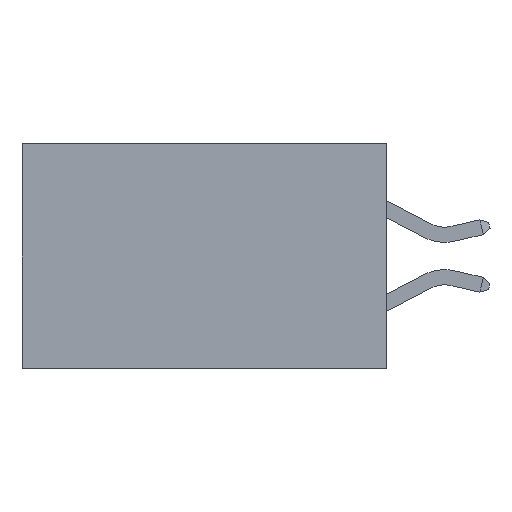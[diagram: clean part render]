
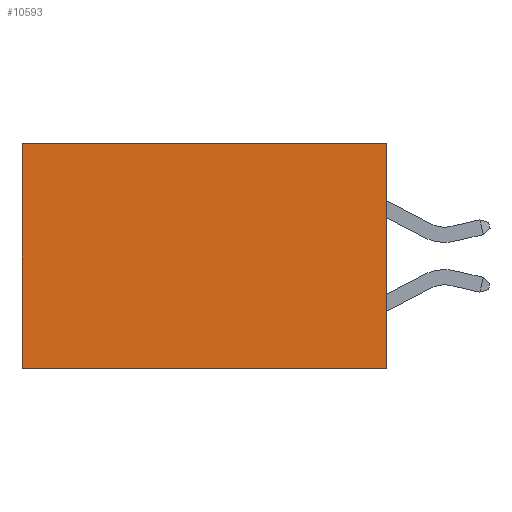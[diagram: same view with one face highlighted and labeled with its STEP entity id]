
A CAD part, left-side view. The second image highlights one B-rep face of the part: STEP entity #10593.
In plain terms, the highlighted planar face has unit normal (-1, 0, 0).
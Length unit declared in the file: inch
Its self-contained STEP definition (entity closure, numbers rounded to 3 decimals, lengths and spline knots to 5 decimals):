
#62 = VERTEX_POINT ( 'NONE', #7398 ) ;
#88 = DIRECTION ( 'NONE',  ( 0., 0., -1. ) ) ;
#1494 = DIRECTION ( 'NONE',  ( 0., 0., -1. ) ) ;
#1777 = LINE ( 'NONE', #14085, #3965 ) ;
#2504 = CARTESIAN_POINT ( 'NONE',  ( 0.2615, 0.6, -0.37 ) ) ;
#2714 = LINE ( 'NONE', #5957, #9768 ) ;
#3124 = EDGE_CURVE ( 'NONE', #6392, #11224, #12146, .T. ) ;
#3602 = CARTESIAN_POINT ( 'NONE',  ( 0.2615, 0., -0.37 ) ) ;
#3965 = VECTOR ( 'NONE', #1494, 39.37008 ) ;
#4137 = ORIENTED_EDGE ( 'NONE', *, *, #3124, .T. ) ;
#4579 = EDGE_CURVE ( 'NONE', #62, #6392, #2714, .T. ) ;
#5702 = CARTESIAN_POINT ( 'NONE',  ( 0.2615, 0., -0.37 ) ) ;
#5957 = CARTESIAN_POINT ( 'NONE',  ( 0.2615, 0., 0. ) ) ;
#6392 = VERTEX_POINT ( 'NONE', #10755 ) ;
#6572 = VECTOR ( 'NONE', #8126, 39.37008 ) ;
#6958 = CARTESIAN_POINT ( 'NONE',  ( 0.2615, 0., -0.37 ) ) ;
#7398 = CARTESIAN_POINT ( 'NONE',  ( 0.2615, 0., 0. ) ) ;
#7621 = AXIS2_PLACEMENT_3D ( 'NONE', #6958, #11187, #88 ) ;
#7936 = FACE_OUTER_BOUND ( 'NONE', #12960, .T. ) ;
#8126 = DIRECTION ( 'NONE',  ( 0., 1., 0. ) ) ;
#8386 = ORIENTED_EDGE ( 'NONE', *, *, #14301, .F. ) ;
#9197 = ORIENTED_EDGE ( 'NONE', *, *, #13933, .F. ) ;
#9768 = VECTOR ( 'NONE', #11741, 39.37008 ) ;
#10231 = PLANE ( 'NONE',  #7621 ) ;
#10593 = ADVANCED_FACE ( 'NONE', ( #7936 ), #10231, .F. ) ;
#10664 = VERTEX_POINT ( 'NONE', #5702 ) ;
#10680 = VECTOR ( 'NONE', #13496, 39.37008 ) ;
#10755 = CARTESIAN_POINT ( 'NONE',  ( 0.2615, 0.6, 0. ) ) ;
#11187 = DIRECTION ( 'NONE',  ( 1., 0., 0. ) ) ;
#11224 = VERTEX_POINT ( 'NONE', #2504 ) ;
#11741 = DIRECTION ( 'NONE',  ( 0., 1., 0. ) ) ;
#12146 = LINE ( 'NONE', #12214, #10680 ) ;
#12214 = CARTESIAN_POINT ( 'NONE',  ( 0.2615, 0.6, -0.37 ) ) ;
#12960 = EDGE_LOOP ( 'NONE', ( #4137, #8386, #9197, #13062 ) ) ;
#13062 = ORIENTED_EDGE ( 'NONE', *, *, #4579, .T. ) ;
#13496 = DIRECTION ( 'NONE',  ( 0., 0., -1. ) ) ;
#13780 = LINE ( 'NONE', #3602, #6572 ) ;
#13933 = EDGE_CURVE ( 'NONE', #62, #10664, #1777, .T. ) ;
#14085 = CARTESIAN_POINT ( 'NONE',  ( 0.2615, 0., -0.37 ) ) ;
#14301 = EDGE_CURVE ( 'NONE', #10664, #11224, #13780, .T. ) ;
